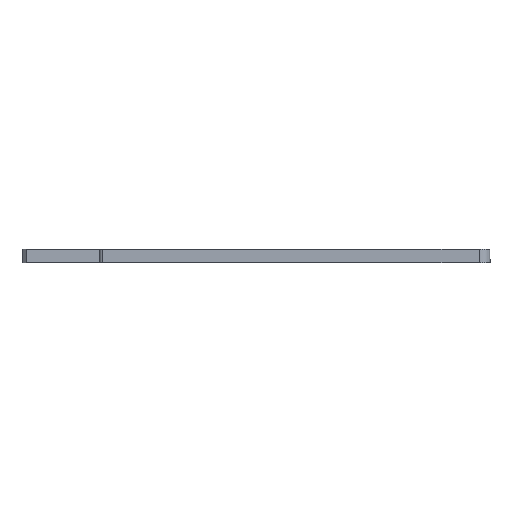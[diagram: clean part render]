
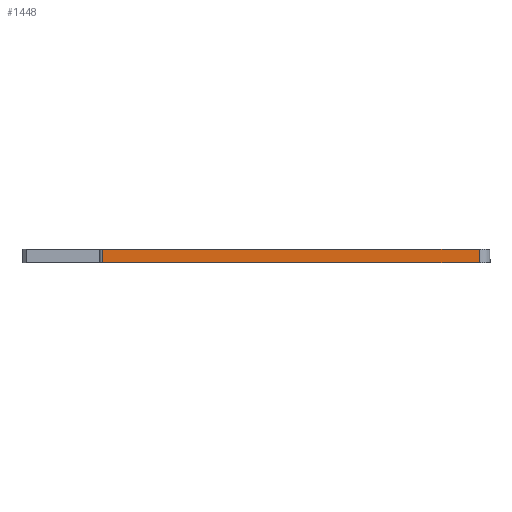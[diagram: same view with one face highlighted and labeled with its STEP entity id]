
A CAD part, front view. The second image highlights one B-rep face of the part: STEP entity #1448.
In plain terms, the highlighted planar face has unit normal (0, -1, 0).
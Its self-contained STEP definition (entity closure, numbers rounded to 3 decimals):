
#32 = CARTESIAN_POINT ( 'NONE',  ( 20., -34.001, 1.2 ) ) ;
#75 = FACE_OUTER_BOUND ( 'NONE', #901, .T. ) ;
#179 = VECTOR ( 'NONE', #878, 1000. ) ;
#180 = DIRECTION ( 'NONE',  ( 1., 0., 0. ) ) ;
#188 = LINE ( 'NONE', #880, #179 ) ;
#190 = LINE ( 'NONE', #937, #194 ) ;
#194 = VECTOR ( 'NONE', #939, 1000. ) ;
#289 = CARTESIAN_POINT ( 'NONE',  ( 20., -34.001, 1.2 ) ) ;
#330 = CARTESIAN_POINT ( 'NONE',  ( -14.343, -34.001, 0. ) ) ;
#423 = VECTOR ( 'NONE', #180, 1000. ) ;
#443 = LINE ( 'NONE', #32, #423 ) ;
#487 = VECTOR ( 'NONE', #565, 1000. ) ;
#500 = AXIS2_PLACEMENT_3D ( 'NONE', #572, #567, #564 ) ;
#501 = LINE ( 'NONE', #561, #487 ) ;
#561 = CARTESIAN_POINT ( 'NONE',  ( -14.343, -34.001, 1.2 ) ) ;
#564 = DIRECTION ( 'NONE',  ( 0., 0., 1. ) ) ;
#565 = DIRECTION ( 'NONE',  ( 0., 0., 1. ) ) ;
#567 = DIRECTION ( 'NONE',  ( 0., 1., 0. ) ) ;
#572 = CARTESIAN_POINT ( 'NONE',  ( 20., -34.001, 1.2 ) ) ;
#590 = PLANE ( 'NONE',  #500 ) ;
#803 = EDGE_CURVE ( 'NONE', #1509, #1278, #501, .T. ) ;
#847 = EDGE_CURVE ( 'NONE', #1278, #1519, #443, .T. ) ;
#878 = DIRECTION ( 'NONE',  ( 1., 0., 0. ) ) ;
#880 = CARTESIAN_POINT ( 'NONE',  ( -29.2, -34.001, 0. ) ) ;
#899 = CARTESIAN_POINT ( 'NONE',  ( -14.343, -34.001, 1.2 ) ) ;
#901 = EDGE_LOOP ( 'NONE', ( #1040, #1043, #1054, #1055 ) ) ;
#937 = CARTESIAN_POINT ( 'NONE',  ( 20., -34.001, 1.2 ) ) ;
#939 = DIRECTION ( 'NONE',  ( 0., 0., -1. ) ) ;
#1040 = ORIENTED_EDGE ( 'NONE', *, *, #1252, .F. ) ;
#1043 = ORIENTED_EDGE ( 'NONE', *, *, #847, .F. ) ;
#1054 = ORIENTED_EDGE ( 'NONE', *, *, #803, .F. ) ;
#1055 = ORIENTED_EDGE ( 'NONE', *, *, #1281, .T. ) ;
#1252 = EDGE_CURVE ( 'NONE', #1519, #1598, #190, .T. ) ;
#1278 = VERTEX_POINT ( 'NONE', #899 ) ;
#1281 = EDGE_CURVE ( 'NONE', #1509, #1598, #188, .T. ) ;
#1448 = ADVANCED_FACE ( 'NONE', ( #75 ), #590, .F. ) ;
#1509 = VERTEX_POINT ( 'NONE', #330 ) ;
#1519 = VERTEX_POINT ( 'NONE', #289 ) ;
#1550 = CARTESIAN_POINT ( 'NONE',  ( 20., -34.001, 0. ) ) ;
#1598 = VERTEX_POINT ( 'NONE', #1550 ) ;
